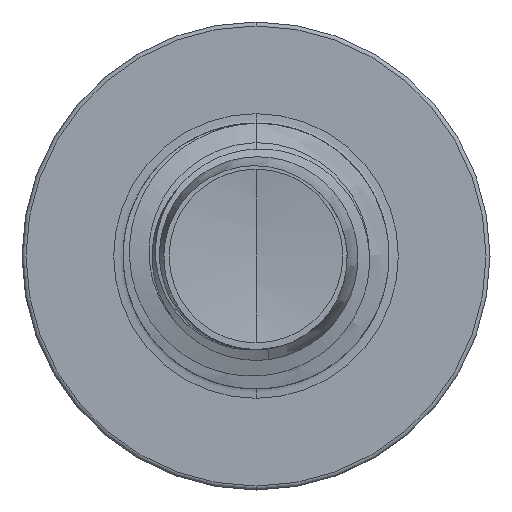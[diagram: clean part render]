
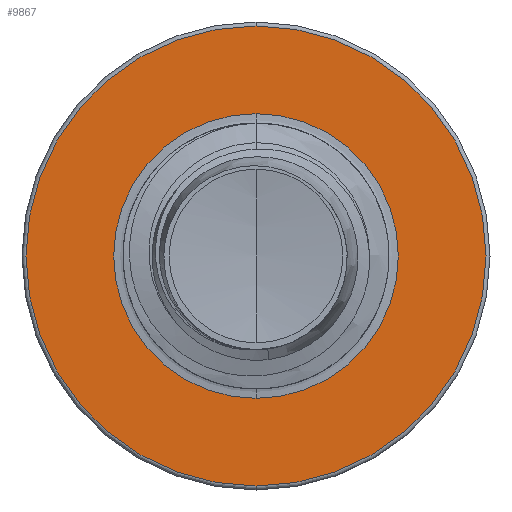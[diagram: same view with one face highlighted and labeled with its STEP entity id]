
A CAD part, front view. The second image highlights one B-rep face of the part: STEP entity #9867.
In plain terms, the highlighted planar face has unit normal (0, -1, 0).
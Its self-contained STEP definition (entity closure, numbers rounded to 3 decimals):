
#231 = CARTESIAN_POINT ( 'NONE',  ( 0., 27.5, -2.677 ) ) ;
#864 = FACE_OUTER_BOUND ( 'NONE', #10614, .T. ) ;
#910 = CIRCLE ( 'NONE', #29190, 2.677 ) ;
#1117 = EDGE_CURVE ( 'NONE', #27718, #28889, #38506, .T. ) ;
#2898 = AXIS2_PLACEMENT_3D ( 'NONE', #18965, #38709, #22130 ) ;
#3181 = EDGE_CURVE ( 'NONE', #28889, #27718, #910, .T. ) ;
#3620 = CARTESIAN_POINT ( 'NONE',  ( 0., 27.5, 0. ) ) ;
#4900 = DIRECTION ( 'NONE',  ( 0., 1., 0. ) ) ;
#5266 = DIRECTION ( 'NONE',  ( 0., 1., 0. ) ) ;
#6912 = DIRECTION ( 'NONE',  ( 0., 0., 1. ) ) ;
#7469 = ORIENTED_EDGE ( 'NONE', *, *, #25836, .F. ) ;
#8807 = AXIS2_PLACEMENT_3D ( 'NONE', #24732, #5266, #27493 ) ;
#9867 = ADVANCED_FACE ( 'NONE', ( #864, #32190 ), #32173, .F. ) ;
#10614 = EDGE_LOOP ( 'NONE', ( #7469, #33824 ) ) ;
#11697 = DIRECTION ( 'NONE',  ( 0., 1., 0. ) ) ;
#14819 = DIRECTION ( 'NONE',  ( 0., 1., 0. ) ) ;
#16017 = CARTESIAN_POINT ( 'NONE',  ( 0., 27.5, -2.677 ) ) ;
#16967 = CIRCLE ( 'NONE', #2898, 4.325 ) ;
#17528 = CIRCLE ( 'NONE', #8807, 4.325 ) ;
#18965 = CARTESIAN_POINT ( 'NONE',  ( 0., 27.5, 0. ) ) ;
#22130 = DIRECTION ( 'NONE',  ( 0., 0., 1. ) ) ;
#23019 = CARTESIAN_POINT ( 'NONE',  ( 0., 27.5, -4.325 ) ) ;
#23097 = CARTESIAN_POINT ( 'NONE',  ( 0., 27.5, 0. ) ) ;
#24732 = CARTESIAN_POINT ( 'NONE',  ( 0., 27.5, 0. ) ) ;
#25382 = CARTESIAN_POINT ( 'NONE',  ( 0., 27.5, 4.325 ) ) ;
#25836 = EDGE_CURVE ( 'NONE', #34472, #36666, #17528, .T. ) ;
#27493 = DIRECTION ( 'NONE',  ( 0., 0., 1. ) ) ;
#27718 = VERTEX_POINT ( 'NONE', #16017 ) ;
#28889 = VERTEX_POINT ( 'NONE', #34501 ) ;
#29190 = AXIS2_PLACEMENT_3D ( 'NONE', #3620, #11697, #36332 ) ;
#31554 = EDGE_LOOP ( 'NONE', ( #33988, #34053 ) ) ;
#32173 = PLANE ( 'NONE',  #34367 ) ;
#32190 = FACE_BOUND ( 'NONE', #31554, .T. ) ;
#32903 = EDGE_CURVE ( 'NONE', #36666, #34472, #16967, .T. ) ;
#33824 = ORIENTED_EDGE ( 'NONE', *, *, #32903, .F. ) ;
#33988 = ORIENTED_EDGE ( 'NONE', *, *, #3181, .T. ) ;
#34053 = ORIENTED_EDGE ( 'NONE', *, *, #1117, .T. ) ;
#34367 = AXIS2_PLACEMENT_3D ( 'NONE', #231, #14819, #34868 ) ;
#34472 = VERTEX_POINT ( 'NONE', #25382 ) ;
#34501 = CARTESIAN_POINT ( 'NONE',  ( 0., 27.5, 2.677 ) ) ;
#34868 = DIRECTION ( 'NONE',  ( 0., 0., 1. ) ) ;
#36332 = DIRECTION ( 'NONE',  ( 0., 0., 1. ) ) ;
#36666 = VERTEX_POINT ( 'NONE', #23019 ) ;
#38506 = CIRCLE ( 'NONE', #39331, 2.677 ) ;
#38709 = DIRECTION ( 'NONE',  ( 0., 1., 0. ) ) ;
#39331 = AXIS2_PLACEMENT_3D ( 'NONE', #23097, #4900, #6912 ) ;
